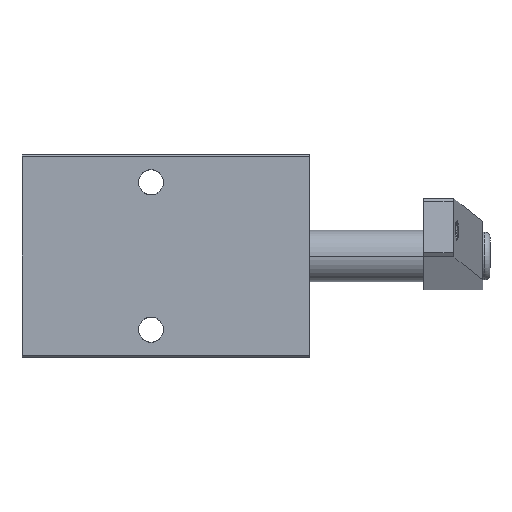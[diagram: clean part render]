
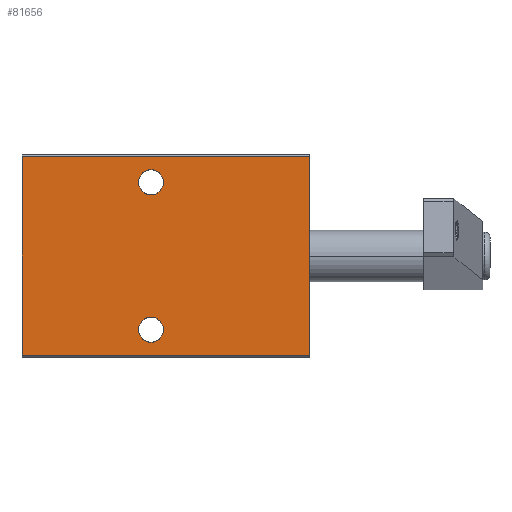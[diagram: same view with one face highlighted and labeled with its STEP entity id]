
A CAD part, front view. The second image highlights one B-rep face of the part: STEP entity #81656.
In plain terms, the highlighted planar face has unit normal (0, -1, 0).
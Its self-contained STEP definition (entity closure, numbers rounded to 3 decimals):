
#1165 = LINE ( 'NONE', #43034, #17521 ) ;
#2901 = EDGE_CURVE ( 'NONE', #74021, #82929, #57220, .T. ) ;
#4838 = CARTESIAN_POINT ( 'NONE',  ( 0., -17.5, -27. ) ) ;
#6285 = VERTEX_POINT ( 'NONE', #32284 ) ;
#8504 = FACE_OUTER_BOUND ( 'NONE', #19050, .T. ) ;
#9008 = VECTOR ( 'NONE', #76698, 1000. ) ;
#10410 = CIRCLE ( 'NONE', #76892, 3.4 ) ;
#10698 = CARTESIAN_POINT ( 'NONE',  ( 0., -17.5, 27.5 ) ) ;
#12805 = ORIENTED_EDGE ( 'NONE', *, *, #15494, .T. ) ;
#13517 = DIRECTION ( 'NONE',  ( 0., 1., 0. ) ) ;
#15301 = CARTESIAN_POINT ( 'NONE',  ( 35., -17.5, -20. ) ) ;
#15494 = EDGE_CURVE ( 'NONE', #32757, #25638, #83669, .T. ) ;
#17521 = VECTOR ( 'NONE', #84925, 1000. ) ;
#19050 = EDGE_LOOP ( 'NONE', ( #44421, #28075, #22979, #43515 ) ) ;
#19123 = DIRECTION ( 'NONE',  ( 0., 1., 0. ) ) ;
#20174 = AXIS2_PLACEMENT_3D ( 'NONE', #60960, #19123, #67981 ) ;
#22282 = DIRECTION ( 'NONE',  ( 0., 0., 1. ) ) ;
#22979 = ORIENTED_EDGE ( 'NONE', *, *, #33754, .T. ) ;
#23939 = EDGE_LOOP ( 'NONE', ( #32819, #12805 ) ) ;
#25638 = VERTEX_POINT ( 'NONE', #71062 ) ;
#27786 = CARTESIAN_POINT ( 'NONE',  ( 0., -17.5, 27.5 ) ) ;
#28075 = ORIENTED_EDGE ( 'NONE', *, *, #67134, .T. ) ;
#30185 = EDGE_LOOP ( 'NONE', ( #79668, #88987 ) ) ;
#32284 = CARTESIAN_POINT ( 'NONE',  ( 78., -17.5, 27. ) ) ;
#32757 = VERTEX_POINT ( 'NONE', #81782 ) ;
#32819 = ORIENTED_EDGE ( 'NONE', *, *, #40711, .T. ) ;
#33754 = EDGE_CURVE ( 'NONE', #37702, #6285, #39553, .T. ) ;
#36662 = CARTESIAN_POINT ( 'NONE',  ( 0., -17.5, 27. ) ) ;
#37345 = VECTOR ( 'NONE', #57358, 1000. ) ;
#37702 = VERTEX_POINT ( 'NONE', #84333 ) ;
#37887 = CARTESIAN_POINT ( 'NONE',  ( 35., -17.5, 20. ) ) ;
#39553 = LINE ( 'NONE', #50340, #37345 ) ;
#40577 = CARTESIAN_POINT ( 'NONE',  ( 0., -17.5, 27. ) ) ;
#40711 = EDGE_CURVE ( 'NONE', #25638, #32757, #10410, .T. ) ;
#43034 = CARTESIAN_POINT ( 'NONE',  ( 0., -17.5, -27. ) ) ;
#43515 = ORIENTED_EDGE ( 'NONE', *, *, #70150, .T. ) ;
#43920 = LINE ( 'NONE', #27786, #9008 ) ;
#44088 = CIRCLE ( 'NONE', #20174, 3.4 ) ;
#44421 = ORIENTED_EDGE ( 'NONE', *, *, #82803, .T. ) ;
#44918 = DIRECTION ( 'NONE',  ( 0., 0., 1. ) ) ;
#47266 = DIRECTION ( 'NONE',  ( 0., 0., -1. ) ) ;
#47799 = EDGE_CURVE ( 'NONE', #82929, #74021, #44088, .T. ) ;
#50340 = CARTESIAN_POINT ( 'NONE',  ( 78., -17.5, 27.5 ) ) ;
#53307 = VERTEX_POINT ( 'NONE', #40577 ) ;
#55324 = CARTESIAN_POINT ( 'NONE',  ( 35., -17.5, 20. ) ) ;
#57220 = CIRCLE ( 'NONE', #60262, 3.4 ) ;
#57358 = DIRECTION ( 'NONE',  ( 0., 0., 1. ) ) ;
#60262 = AXIS2_PLACEMENT_3D ( 'NONE', #15301, #64135, #22282 ) ;
#60960 = CARTESIAN_POINT ( 'NONE',  ( 35., -17.5, -20. ) ) ;
#61170 = VECTOR ( 'NONE', #85576, 1000. ) ;
#62357 = DIRECTION ( 'NONE',  ( 0., 0., 1. ) ) ;
#63144 = AXIS2_PLACEMENT_3D ( 'NONE', #10698, #89147, #47266 ) ;
#64135 = DIRECTION ( 'NONE',  ( 0., 1., 0. ) ) ;
#67134 = EDGE_CURVE ( 'NONE', #80293, #37702, #1165, .T. ) ;
#67981 = DIRECTION ( 'NONE',  ( 0., 0., 1. ) ) ;
#70150 = EDGE_CURVE ( 'NONE', #6285, #53307, #79730, .T. ) ;
#71062 = CARTESIAN_POINT ( 'NONE',  ( 35., -17.5, 23.4 ) ) ;
#73256 = AXIS2_PLACEMENT_3D ( 'NONE', #55324, #13517, #62357 ) ;
#74021 = VERTEX_POINT ( 'NONE', #78866 ) ;
#76698 = DIRECTION ( 'NONE',  ( 0., 0., -1. ) ) ;
#76892 = AXIS2_PLACEMENT_3D ( 'NONE', #37887, #86783, #44918 ) ;
#78866 = CARTESIAN_POINT ( 'NONE',  ( 35., -17.5, -23.4 ) ) ;
#79668 = ORIENTED_EDGE ( 'NONE', *, *, #47799, .T. ) ;
#79730 = LINE ( 'NONE', #36662, #61170 ) ;
#80293 = VERTEX_POINT ( 'NONE', #4838 ) ;
#80302 = PLANE ( 'NONE',  #63144 ) ;
#81656 = ADVANCED_FACE ( 'NONE', ( #8504, #85007, #82818 ), #80302, .T. ) ;
#81782 = CARTESIAN_POINT ( 'NONE',  ( 35., -17.5, 16.6 ) ) ;
#82803 = EDGE_CURVE ( 'NONE', #53307, #80293, #43920, .T. ) ;
#82818 = FACE_BOUND ( 'NONE', #23939, .T. ) ;
#82929 = VERTEX_POINT ( 'NONE', #89468 ) ;
#83669 = CIRCLE ( 'NONE', #73256, 3.4 ) ;
#84333 = CARTESIAN_POINT ( 'NONE',  ( 78., -17.5, -27. ) ) ;
#84925 = DIRECTION ( 'NONE',  ( 1., 0., 0. ) ) ;
#85007 = FACE_BOUND ( 'NONE', #30185, .T. ) ;
#85576 = DIRECTION ( 'NONE',  ( -1., 0., 0. ) ) ;
#86783 = DIRECTION ( 'NONE',  ( 0., 1., 0. ) ) ;
#88987 = ORIENTED_EDGE ( 'NONE', *, *, #2901, .T. ) ;
#89147 = DIRECTION ( 'NONE',  ( 0., -1., 0. ) ) ;
#89468 = CARTESIAN_POINT ( 'NONE',  ( 35., -17.5, -16.6 ) ) ;
